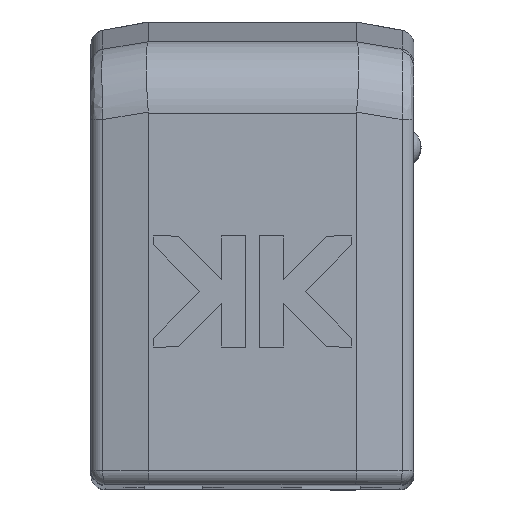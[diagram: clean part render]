
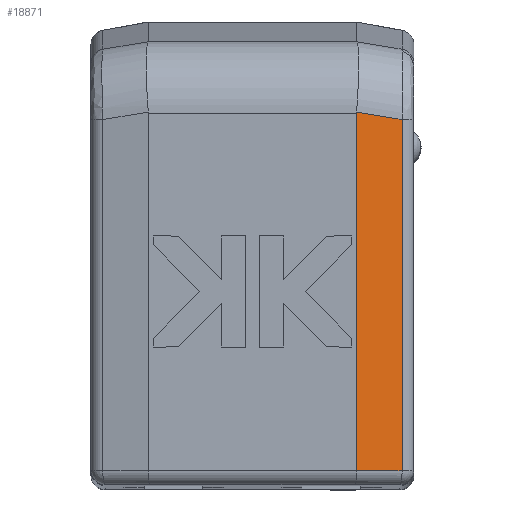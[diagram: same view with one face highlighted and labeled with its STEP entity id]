
A CAD part, top view. The second image highlights one B-rep face of the part: STEP entity #18871.
In plain terms, the highlighted face is planar.
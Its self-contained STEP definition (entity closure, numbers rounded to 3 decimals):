
#489=ELLIPSE('',#20504,57.588,10.);
#736=PLANE('',#20509);
#1820=LINE('',#29570,#3589);
#1833=LINE('',#29837,#3602);
#1839=LINE('',#29853,#3608);
#1850=LINE('',#29919,#3619);
#3589=VECTOR('',#23608,10.);
#3602=VECTOR('',#23675,10.);
#3608=VECTOR('',#23693,10.);
#3619=VECTOR('',#23734,10.);
#5385=FACE_OUTER_BOUND('',#6409,.T.);
#6409=EDGE_LOOP('',(#14456,#14457,#14458,#14459,#14460));
#8509=VERTEX_POINT('',#29561);
#8512=VERTEX_POINT('',#29568);
#8539=VERTEX_POINT('',#29836);
#8543=VERTEX_POINT('',#29851);
#8554=VERTEX_POINT('',#29905);
#10653=EDGE_CURVE('',#8512,#8509,#1820,.T.);
#10692=EDGE_CURVE('',#8509,#8539,#1833,.T.);
#10701=EDGE_CURVE('',#8543,#8512,#1839,.T.);
#10716=EDGE_CURVE('',#8554,#8543,#489,.T.);
#10723=EDGE_CURVE('',#8554,#8539,#1850,.T.);
#14456=ORIENTED_EDGE('',*,*,#10653,.F.);
#14457=ORIENTED_EDGE('',*,*,#10701,.F.);
#14458=ORIENTED_EDGE('',*,*,#10716,.F.);
#14459=ORIENTED_EDGE('',*,*,#10723,.T.);
#14460=ORIENTED_EDGE('',*,*,#10692,.F.);
#18871=ADVANCED_FACE('',(#5385),#736,.T.);
#20504=AXIS2_PLACEMENT_3D('',#29907,#23719,#23720);
#20509=AXIS2_PLACEMENT_3D('',#29918,#23732,#23733);
#23608=DIRECTION('',(0.,-1.,0.));
#23675=DIRECTION('',(0.985,0.,-0.174));
#23693=DIRECTION('',(-0.972,-0.16,0.171));
#23719=DIRECTION('center_axis',(0.174,0.,
0.985));
#23720=DIRECTION('ref_axis',(0.985,0.,-0.174));
#23732=DIRECTION('center_axis',(-0.174,0.,
-0.985));
#23733=DIRECTION('ref_axis',(-0.985,0.,0.174));
#23734=DIRECTION('',(0.,-1.,0.));
#29561=CARTESIAN_POINT('',(-20.847,2.,-361.881));
#29568=CARTESIAN_POINT('',(-20.847,50.909,-361.881));
#29570=CARTESIAN_POINT('',(-20.847,39.659,-361.881));
#29836=CARTESIAN_POINT('',(-14.5,2.,-363.));
#29837=CARTESIAN_POINT('',(-9.469,2.,-363.887));
#29851=CARTESIAN_POINT('',(-14.506,51.952,-362.999));
#29853=CARTESIAN_POINT('',(-21.378,50.822,-361.787));
#29905=CARTESIAN_POINT('',(-14.5,51.811,-363.));
#29907=CARTESIAN_POINT('Origin',(-71.213,51.811,-353.));
#29918=CARTESIAN_POINT('Origin',(-18.5,46.818,-362.295));
#29919=CARTESIAN_POINT('',(-14.5,46.818,-363.));
